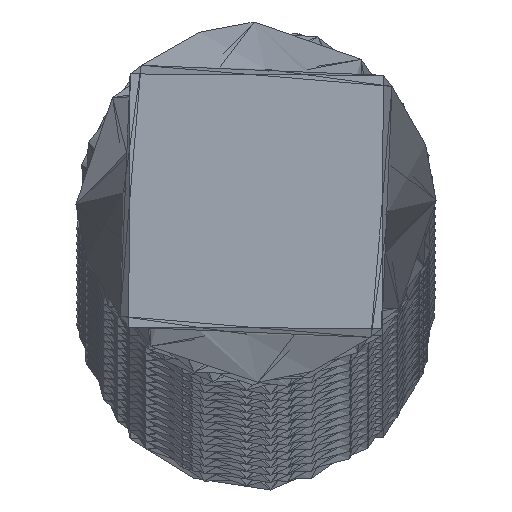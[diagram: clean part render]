
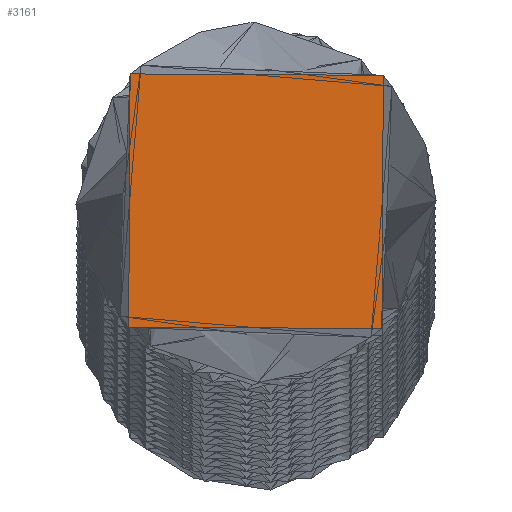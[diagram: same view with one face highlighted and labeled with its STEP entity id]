
A CAD part, top view. The second image highlights one B-rep face of the part: STEP entity #3161.
In plain terms, the highlighted planar face has unit normal (0, 0, 1).
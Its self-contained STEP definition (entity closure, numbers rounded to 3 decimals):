
#27 = CARTESIAN_POINT ( 'NONE',  ( -5.972, 6.038, 1500.006 ) ) ;
#580 = AXIS2_PLACEMENT_3D ( 'NONE', #7648, #1436, #15188 ) ;
#1436 = DIRECTION ( 'NONE',  ( 0., 0., 1. ) ) ;
#1476 = EDGE_CURVE ( 'NONE', #16182, #16956, #9276, .T. ) ;
#3013 = CARTESIAN_POINT ( 'NONE',  ( -6.038, -5.972, 1500.006 ) ) ;
#3161 = ADVANCED_FACE ( 'NONE', ( #17121 ), #12030, .T. ) ;
#3259 = EDGE_CURVE ( 'NONE', #10284, #16182, #3426, .T. ) ;
#3265 = CARTESIAN_POINT ( 'NONE',  ( -2.035, -5.98, 1500. ) ) ;
#3426 = B_SPLINE_CURVE_WITH_KNOTS ( 'NONE', 3,
 ( #3013, #3265, #10952, #7775 ),
 .UNSPECIFIED., .F., .F.,
 ( 4, 4 ),
 ( 0., 0.012 ),
 .UNSPECIFIED. ) ;
#3515 = EDGE_CURVE ( 'NONE', #9541, #10284, #6486, .T. ) ;
#4665 = ORIENTED_EDGE ( 'NONE', *, *, #1476, .T. ) ;
#4903 = CARTESIAN_POINT ( 'NONE',  ( -6.038, -5.972, 1500.006 ) ) ;
#5371 = CARTESIAN_POINT ( 'NONE',  ( 6.038, 1.968, 1500. ) ) ;
#5433 = CARTESIAN_POINT ( 'NONE',  ( 6.038, 5.972, 1500.006 ) ) ;
#5624 = CARTESIAN_POINT ( 'NONE',  ( 5.98, -2.035, 1500. ) ) ;
#6024 = CARTESIAN_POINT ( 'NONE',  ( -1.968, 6.038, 1500. ) ) ;
#6481 = B_SPLINE_CURVE_WITH_KNOTS ( 'NONE', 3,
 ( #10666, #12134, #6024, #19837 ),
 .UNSPECIFIED., .F., .F.,
 ( 4, 4 ),
 ( 0., 0.012 ),
 .UNSPECIFIED. ) ;
#6486 = B_SPLINE_CURVE_WITH_KNOTS ( 'NONE', 3,
 ( #12479, #10806, #15717, #18448 ),
 .UNSPECIFIED., .F., .F.,
 ( 4, 4 ),
 ( 0., 0.012 ),
 .UNSPECIFIED. ) ;
#7648 = CARTESIAN_POINT ( 'NONE',  ( 0., 0., 1500. ) ) ;
#7775 = CARTESIAN_POINT ( 'NONE',  ( 5.972, -6.038, 1500.006 ) ) ;
#9276 = B_SPLINE_CURVE_WITH_KNOTS ( 'NONE', 3,
 ( #13216, #5624, #5371, #11462 ),
 .UNSPECIFIED., .F., .F.,
 ( 4, 4 ),
 ( 0., 0.012 ),
 .UNSPECIFIED. ) ;
#9306 = EDGE_LOOP ( 'NONE', ( #10086, #9875, #11654, #4665 ) ) ;
#9541 = VERTEX_POINT ( 'NONE', #27 ) ;
#9875 = ORIENTED_EDGE ( 'NONE', *, *, #3515, .T. ) ;
#10086 = ORIENTED_EDGE ( 'NONE', *, *, #18711, .T. ) ;
#10244 = CARTESIAN_POINT ( 'NONE',  ( 5.972, -6.038, 1500.006 ) ) ;
#10284 = VERTEX_POINT ( 'NONE', #4903 ) ;
#10666 = CARTESIAN_POINT ( 'NONE',  ( 6.038, 5.972, 1500.006 ) ) ;
#10806 = CARTESIAN_POINT ( 'NONE',  ( -5.98, 2.035, 1500. ) ) ;
#10952 = CARTESIAN_POINT ( 'NONE',  ( 1.968, -6.038, 1500. ) ) ;
#11462 = CARTESIAN_POINT ( 'NONE',  ( 6.038, 5.972, 1500.006 ) ) ;
#11654 = ORIENTED_EDGE ( 'NONE', *, *, #3259, .T. ) ;
#12030 = PLANE ( 'NONE',  #580 ) ;
#12134 = CARTESIAN_POINT ( 'NONE',  ( 2.035, 5.98, 1500. ) ) ;
#12479 = CARTESIAN_POINT ( 'NONE',  ( -5.972, 6.038, 1500.006 ) ) ;
#13216 = CARTESIAN_POINT ( 'NONE',  ( 5.972, -6.038, 1500.006 ) ) ;
#15188 = DIRECTION ( 'NONE',  ( 1., 0., 0. ) ) ;
#15717 = CARTESIAN_POINT ( 'NONE',  ( -6.038, -1.968, 1500. ) ) ;
#16182 = VERTEX_POINT ( 'NONE', #10244 ) ;
#16956 = VERTEX_POINT ( 'NONE', #5433 ) ;
#17121 = FACE_OUTER_BOUND ( 'NONE', #9306, .T. ) ;
#18448 = CARTESIAN_POINT ( 'NONE',  ( -6.038, -5.972, 1500.006 ) ) ;
#18711 = EDGE_CURVE ( 'NONE', #16956, #9541, #6481, .T. ) ;
#19837 = CARTESIAN_POINT ( 'NONE',  ( -5.972, 6.038, 1500.006 ) ) ;
